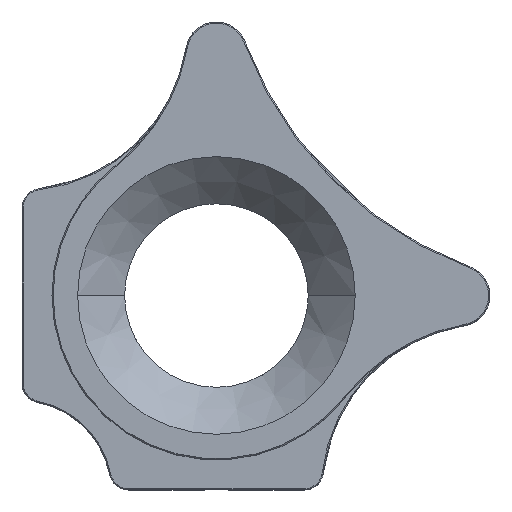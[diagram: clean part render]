
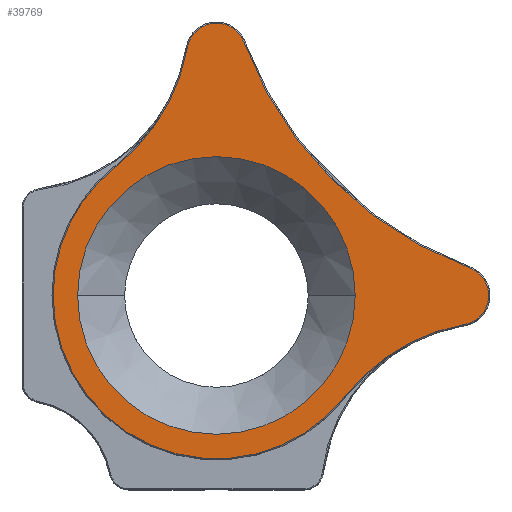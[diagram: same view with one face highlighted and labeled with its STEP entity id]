
A CAD part, top view. The second image highlights one B-rep face of the part: STEP entity #39769.
In plain terms, the highlighted planar face has unit normal (0, 0, 1).
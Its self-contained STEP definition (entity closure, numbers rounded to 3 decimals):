
#392 = AXIS2_PLACEMENT_3D ( 'NONE', #33803, #33520, #12159 ) ;
#679 = VERTEX_POINT ( 'NONE', #9900 ) ;
#790 = DIRECTION ( 'NONE',  ( 1., 0., 0. ) ) ;
#2430 = VERTEX_POINT ( 'NONE', #37541 ) ;
#2559 = AXIS2_PLACEMENT_3D ( 'NONE', #18247, #43441, #13339 ) ;
#3013 = CIRCLE ( 'NONE', #392, 36.3 ) ;
#3100 = CARTESIAN_POINT ( 'NONE',  ( 66.173, 7.221, 28.691 ) ) ;
#3329 = VERTEX_POINT ( 'NONE', #40028 ) ;
#4045 = DIRECTION ( 'NONE',  ( 0., 0., 1. ) ) ;
#5435 = CARTESIAN_POINT ( 'NONE',  ( 63.5, 0., 28.691 ) ) ;
#5517 = AXIS2_PLACEMENT_3D ( 'NONE', #5435, #47107, #790 ) ;
#6571 = CARTESIAN_POINT ( 'NONE',  ( 73.805, -57.89, 28.691 ) ) ;
#6786 = AXIS2_PLACEMENT_3D ( 'NONE', #9586, #9835, #22461 ) ;
#8115 = EDGE_CURVE ( 'NONE', #54098, #3329, #31019, .T. ) ;
#8849 = DIRECTION ( 'NONE',  ( 1., 0., 0. ) ) ;
#9586 = CARTESIAN_POINT ( 'NONE',  ( -57.89, 73.805, 28.691 ) ) ;
#9801 = EDGE_LOOP ( 'NONE', ( #37086, #23081 ) ) ;
#9835 = DIRECTION ( 'NONE',  ( 0., 0., -1. ) ) ;
#9900 = CARTESIAN_POINT ( 'NONE',  ( -42.7, 0., 28.691 ) ) ;
#10422 = DIRECTION ( 'NONE',  ( 1., 0., 0. ) ) ;
#10962 = DIRECTION ( 'NONE',  ( 0., 0., -1. ) ) ;
#12159 = DIRECTION ( 'NONE',  ( 1., 0., 0. ) ) ;
#12610 = CIRCLE ( 'NONE', #34483, 7.7 ) ;
#12901 = DIRECTION ( 'NONE',  ( 0., 0., 1. ) ) ;
#13339 = DIRECTION ( 'NONE',  ( 1., 0., 0. ) ) ;
#14834 = CIRCLE ( 'NONE', #2559, 42.7 ) ;
#15490 = CIRCLE ( 'NONE', #37348, 42.7 ) ;
#15976 = CIRCLE ( 'NONE', #43980, 99.8 ) ;
#16998 = EDGE_CURVE ( 'NONE', #679, #54098, #14834, .T. ) ;
#16999 = CARTESIAN_POINT ( 'NONE',  ( 0., 63.5, 28.691 ) ) ;
#17632 = DIRECTION ( 'NONE',  ( 0., 0., 1. ) ) ;
#18247 = CARTESIAN_POINT ( 'NONE',  ( 0., 0., 28.691 ) ) ;
#19469 = DIRECTION ( 'NONE',  ( 0., 0., -1. ) ) ;
#19797 = ORIENTED_EDGE ( 'NONE', *, *, #43795, .T. ) ;
#20109 = EDGE_CURVE ( 'NONE', #53334, #679, #15490, .T. ) ;
#22035 = CARTESIAN_POINT ( 'NONE',  ( -26.353, 33.598, 28.691 ) ) ;
#22265 = FACE_BOUND ( 'NONE', #9801, .T. ) ;
#22461 = DIRECTION ( 'NONE',  ( 1., 0., 0. ) ) ;
#23040 = DIRECTION ( 'NONE',  ( 1., 0., 0. ) ) ;
#23081 = ORIENTED_EDGE ( 'NONE', *, *, #37763, .F. ) ;
#25150 = EDGE_CURVE ( 'NONE', #33864, #53334, #45329, .T. ) ;
#25709 = CARTESIAN_POINT ( 'NONE',  ( 33.598, -26.353, 28.691 ) ) ;
#25912 = CARTESIAN_POINT ( 'NONE',  ( -7.581, 64.849, 28.691 ) ) ;
#26082 = EDGE_CURVE ( 'NONE', #35520, #2430, #48878, .T. ) ;
#29178 = DIRECTION ( 'NONE',  ( 0., 0., 1. ) ) ;
#29554 = ORIENTED_EDGE ( 'NONE', *, *, #25150, .T. ) ;
#30930 = EDGE_LOOP ( 'NONE', ( #29554, #32608, #37790, #48907, #19797, #48710, #34791 ) ) ;
#31019 = CIRCLE ( 'NONE', #32790, 51.1 ) ;
#31021 = CARTESIAN_POINT ( 'NONE',  ( 36.3, 0., 28.691 ) ) ;
#32046 = CARTESIAN_POINT ( 'NONE',  ( 100.816, 100.816, 28.691 ) ) ;
#32460 = AXIS2_PLACEMENT_3D ( 'NONE', #34339, #17632, #8849 ) ;
#32608 = ORIENTED_EDGE ( 'NONE', *, *, #20109, .T. ) ;
#32790 = AXIS2_PLACEMENT_3D ( 'NONE', #6571, #10962, #23040 ) ;
#33520 = DIRECTION ( 'NONE',  ( 0., 0., 1. ) ) ;
#33803 = CARTESIAN_POINT ( 'NONE',  ( 0., 0., 28.691 ) ) ;
#33838 = DIRECTION ( 'NONE',  ( 1., 0., 0. ) ) ;
#33864 = VERTEX_POINT ( 'NONE', #25912 ) ;
#34339 = CARTESIAN_POINT ( 'NONE',  ( 36.903, -28.945, 28.691 ) ) ;
#34483 = AXIS2_PLACEMENT_3D ( 'NONE', #16999, #12901, #38636 ) ;
#34791 = ORIENTED_EDGE ( 'NONE', *, *, #47259, .T. ) ;
#35520 = VERTEX_POINT ( 'NONE', #31021 ) ;
#37086 = ORIENTED_EDGE ( 'NONE', *, *, #26082, .F. ) ;
#37348 = AXIS2_PLACEMENT_3D ( 'NONE', #50021, #29178, #33838 ) ;
#37541 = CARTESIAN_POINT ( 'NONE',  ( -36.3, 0., 28.691 ) ) ;
#37588 = VERTEX_POINT ( 'NONE', #3100 ) ;
#37763 = EDGE_CURVE ( 'NONE', #2430, #35520, #3013, .T. ) ;
#37790 = ORIENTED_EDGE ( 'NONE', *, *, #16998, .T. ) ;
#38457 = PLANE ( 'NONE',  #32460 ) ;
#38636 = DIRECTION ( 'NONE',  ( 1., 0., 0. ) ) ;
#38787 = CIRCLE ( 'NONE', #5517, 7.7 ) ;
#39769 = ADVANCED_FACE ( 'NONE', ( #50532, #22265 ), #38457, .T. ) ;
#40028 = CARTESIAN_POINT ( 'NONE',  ( 64.849, -7.581, 28.691 ) ) ;
#43161 = CARTESIAN_POINT ( 'NONE',  ( 7.221, 66.173, 28.691 ) ) ;
#43340 = EDGE_CURVE ( 'NONE', #37588, #49997, #15976, .T. ) ;
#43441 = DIRECTION ( 'NONE',  ( 0., 0., 1. ) ) ;
#43795 = EDGE_CURVE ( 'NONE', #3329, #37588, #38787, .T. ) ;
#43980 = AXIS2_PLACEMENT_3D ( 'NONE', #32046, #19469, #10422 ) ;
#45329 = CIRCLE ( 'NONE', #6786, 51.1 ) ;
#45698 = CARTESIAN_POINT ( 'NONE',  ( 0., 0., 28.691 ) ) ;
#47107 = DIRECTION ( 'NONE',  ( 0., 0., 1. ) ) ;
#47259 = EDGE_CURVE ( 'NONE', #49997, #33864, #12610, .T. ) ;
#48710 = ORIENTED_EDGE ( 'NONE', *, *, #43340, .T. ) ;
#48878 = CIRCLE ( 'NONE', #54115, 36.3 ) ;
#48907 = ORIENTED_EDGE ( 'NONE', *, *, #8115, .T. ) ;
#49997 = VERTEX_POINT ( 'NONE', #43161 ) ;
#50021 = CARTESIAN_POINT ( 'NONE',  ( 0., 0., 28.691 ) ) ;
#50532 = FACE_OUTER_BOUND ( 'NONE', #30930, .T. ) ;
#53334 = VERTEX_POINT ( 'NONE', #22035 ) ;
#54098 = VERTEX_POINT ( 'NONE', #25709 ) ;
#54115 = AXIS2_PLACEMENT_3D ( 'NONE', #45698, #4045, #54226 ) ;
#54226 = DIRECTION ( 'NONE',  ( 1., 0., 0. ) ) ;
